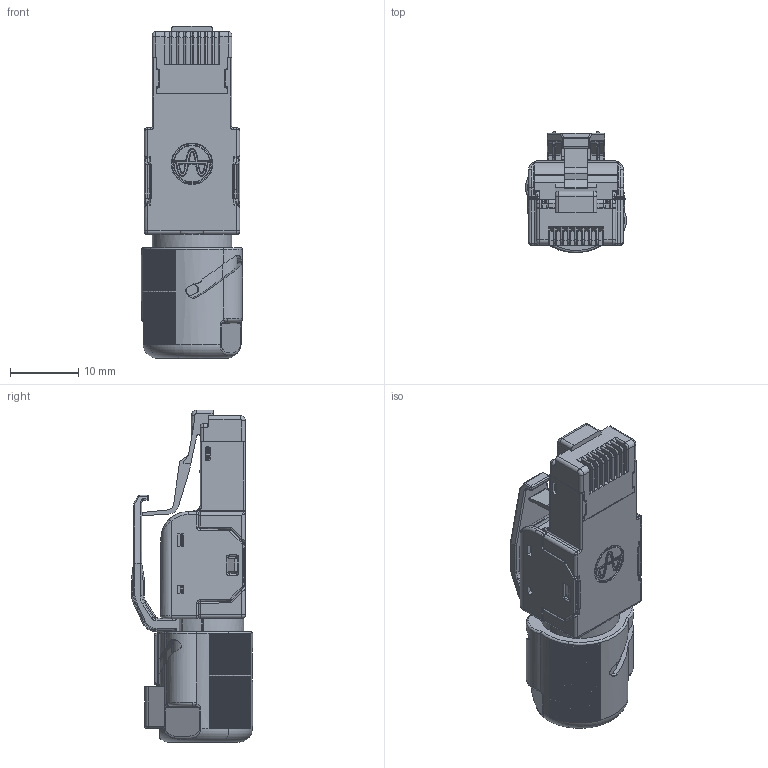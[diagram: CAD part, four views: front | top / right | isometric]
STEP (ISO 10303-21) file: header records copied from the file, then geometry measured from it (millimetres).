
FILE_DESCRIPTION (( 'STEP AP203' ), '1' );
FILE_NAME ('Customer-BB1643A41(82-00728).STEP', '2020-05-25T23:45:22', ( '' ), ( '' ), 'SwSTEP 2.0', 'SolidWorks 2018', '' );
FILE_SCHEMA (( 'CONFIG_CONTROL_DESIGN' ));
Length unit declared in the file: millimetre
Products named in the file (1): Customer-BB1643A41(82-00728)
Bounding box: 14.83 x 17.77 x 48.73 mm (x, y, z)
Volume: 0.1 mm3; surface area: 3519.4 mm2
Topology: 4 solids, 5 shells, 1660 faces, 4237 edges, 2523 vertices
Faces by surface type: plane 697, cylinder 642, torus 153, bspline 116, sphere 46, cone 6
Entity records: 53901 total; most frequent: CARTESIAN_POINT 15096, ORIENTED_EDGE 8324, DIRECTION 8045, EDGE_CURVE 4162, AXIS2_PLACEMENT_3D 2884, VERTEX_POINT 2523, VECTOR 2277, LINE 2277
